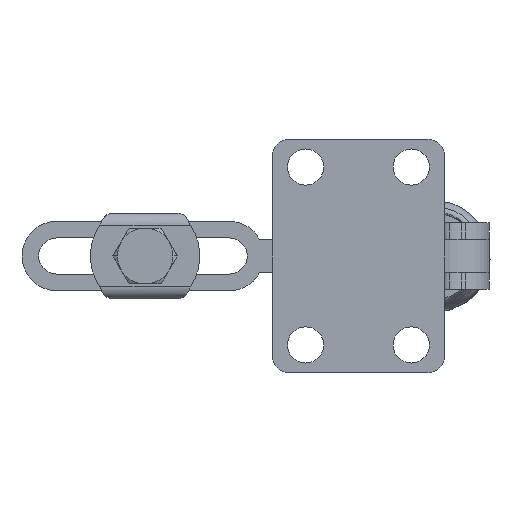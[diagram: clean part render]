
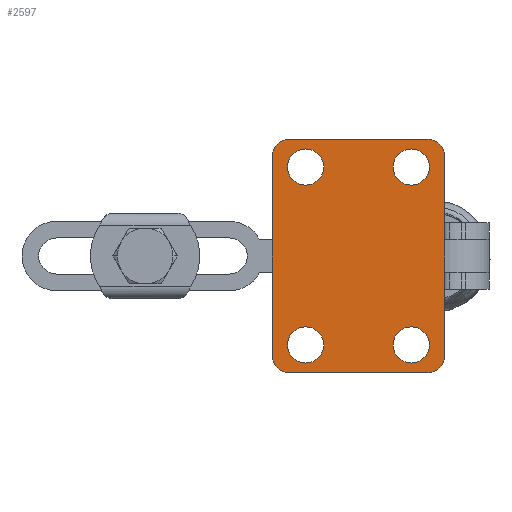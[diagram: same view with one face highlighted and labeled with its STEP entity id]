
A CAD part, front view. The second image highlights one B-rep face of the part: STEP entity #2597.
In plain terms, the highlighted planar face has unit normal (0, -1, 0).
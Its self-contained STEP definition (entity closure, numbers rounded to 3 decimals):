
#88=CARTESIAN_POINT('',(-14.621,0.0,-20.121));
#89=VERTEX_POINT('',#88);
#98=CARTESIAN_POINT('',(-15.5,0.0,-18.0));
#99=VERTEX_POINT('',#98);
#100=CARTESIAN_POINT('',(-12.5,0.0,-18.0));
#101=DIRECTION('',(0.0,1.0,0.0));
#102=DIRECTION('',(0.707,0.0,0.707));
#103=AXIS2_PLACEMENT_3D('',#100,#101,#102);
#104=CIRCLE('',#103,3.0);
#105=EDGE_CURVE('',#89,#99,#104,.T.);
#130=CARTESIAN_POINT('',(-12.75,0.0,-16.0));
#131=VERTEX_POINT('',#130);
#140=CARTESIAN_POINT('',(-9.5,0.0,-19.25));
#141=VERTEX_POINT('',#140);
#142=CARTESIAN_POINT('',(-9.5,0.0,-16.0));
#143=DIRECTION('',(0.0,-1.0,0.0));
#144=DIRECTION('',(1.0,0.0,0.0));
#145=AXIS2_PLACEMENT_3D('',#142,#143,#144);
#146=CIRCLE('',#145,3.25);
#147=EDGE_CURVE('',#141,#131,#146,.F.);
#172=CARTESIAN_POINT('',(14.621,0.0,-20.121));
#173=VERTEX_POINT('',#172);
#182=CARTESIAN_POINT('',(12.5,0.0,-21.0));
#183=VERTEX_POINT('',#182);
#184=CARTESIAN_POINT('',(12.5,0.0,-18.0));
#185=DIRECTION('',(0.0,-1.0,0.0));
#186=DIRECTION('',(-0.707,0.0,0.707));
#187=AXIS2_PLACEMENT_3D('',#184,#185,#186);
#188=CIRCLE('',#187,3.0);
#189=EDGE_CURVE('',#173,#183,#188,.F.);
#216=CARTESIAN_POINT('',(-14.621,0.0,20.121));
#217=VERTEX_POINT('',#216);
#233=CARTESIAN_POINT('',(-15.5,0.0,18.));
#234=VERTEX_POINT('',#233);
#241=CARTESIAN_POINT('',(-12.5,0.0,18.0));
#242=DIRECTION('',(0.0,-1.0,0.0));
#243=DIRECTION('',(0.707,0.0,-0.707));
#244=AXIS2_PLACEMENT_3D('',#241,#242,#243);
#245=CIRCLE('',#244,3.0);
#246=EDGE_CURVE('',#234,#217,#245,.F.);
#258=CARTESIAN_POINT('',(14.621,0.0,20.121));
#259=VERTEX_POINT('',#258);
#275=CARTESIAN_POINT('',(12.5,0.0,21.0));
#276=VERTEX_POINT('',#275);
#283=CARTESIAN_POINT('',(12.5,0.0,18.0));
#284=DIRECTION('',(0.0,-1.0,0.0));
#285=DIRECTION('',(-0.707,0.0,-0.707));
#286=AXIS2_PLACEMENT_3D('',#283,#284,#285);
#287=CIRCLE('',#286,3.0);
#288=EDGE_CURVE('',#276,#259,#287,.F.);
#592=CARTESIAN_POINT('',(12.75,0.0,16.));
#593=VERTEX_POINT('',#592);
#602=CARTESIAN_POINT('',(9.5,0.0,19.25));
#603=VERTEX_POINT('',#602);
#604=CARTESIAN_POINT('',(9.5,0.0,16.0));
#605=DIRECTION('',(0.0,-1.0,0.0));
#606=DIRECTION('',(-1.0,0.0,0.0));
#607=AXIS2_PLACEMENT_3D('',#604,#605,#606);
#608=CIRCLE('',#607,3.25);
#609=EDGE_CURVE('',#603,#593,#608,.F.);
#634=CARTESIAN_POINT('',(-6.25,0.0,16.));
#635=VERTEX_POINT('',#634);
#644=CARTESIAN_POINT('',(-9.5,0.0,19.25));
#645=VERTEX_POINT('',#644);
#646=CARTESIAN_POINT('',(-9.5,0.0,16.0));
#647=DIRECTION('',(0.0,-1.0,0.0));
#648=DIRECTION('',(-1.0,0.0,0.0));
#649=AXIS2_PLACEMENT_3D('',#646,#647,#648);
#650=CIRCLE('',#649,3.25);
#651=EDGE_CURVE('',#645,#635,#650,.F.);
#676=CARTESIAN_POINT('',(-6.25,0.0,-16.));
#677=VERTEX_POINT('',#676);
#686=CARTESIAN_POINT('',(-9.5,0.0,-12.75));
#687=VERTEX_POINT('',#686);
#688=CARTESIAN_POINT('',(-9.5,0.0,-16.0));
#689=DIRECTION('',(0.0,-1.0,0.0));
#690=DIRECTION('',(-1.0,0.0,0.0));
#691=AXIS2_PLACEMENT_3D('',#688,#689,#690);
#692=CIRCLE('',#691,3.25);
#693=EDGE_CURVE('',#687,#677,#692,.F.);
#718=CARTESIAN_POINT('',(12.75,0.0,-16.));
#719=VERTEX_POINT('',#718);
#728=CARTESIAN_POINT('',(9.5,0.0,-12.75));
#729=VERTEX_POINT('',#728);
#730=CARTESIAN_POINT('',(9.5,0.0,-16.));
#731=DIRECTION('',(0.0,-1.0,0.0));
#732=DIRECTION('',(-1.0,0.0,0.0));
#733=AXIS2_PLACEMENT_3D('',#730,#731,#732);
#734=CIRCLE('',#733,3.25);
#735=EDGE_CURVE('',#729,#719,#734,.F.);
#760=CARTESIAN_POINT('',(6.25,0.0,-16.0));
#761=VERTEX_POINT('',#760);
#770=CARTESIAN_POINT('',(9.5,0.0,-19.25));
#771=VERTEX_POINT('',#770);
#772=CARTESIAN_POINT('',(9.5,0.0,-16.0));
#773=DIRECTION('',(0.0,-1.0,0.0));
#774=DIRECTION('',(1.0,0.0,0.0));
#775=AXIS2_PLACEMENT_3D('',#772,#773,#774);
#776=CIRCLE('',#775,3.25);
#777=EDGE_CURVE('',#771,#761,#776,.F.);
#802=CARTESIAN_POINT('',(-12.75,0.0,16.0));
#803=VERTEX_POINT('',#802);
#812=CARTESIAN_POINT('',(-9.5,0.0,12.75));
#813=VERTEX_POINT('',#812);
#814=CARTESIAN_POINT('',(-9.5,0.0,16.0));
#815=DIRECTION('',(0.0,-1.0,0.0));
#816=DIRECTION('',(1.0,0.0,0.0));
#817=AXIS2_PLACEMENT_3D('',#814,#815,#816);
#818=CIRCLE('',#817,3.25);
#819=EDGE_CURVE('',#813,#803,#818,.F.);
#844=CARTESIAN_POINT('',(6.25,0.0,16.0));
#845=VERTEX_POINT('',#844);
#854=CARTESIAN_POINT('',(9.5,0.0,12.75));
#855=VERTEX_POINT('',#854);
#856=CARTESIAN_POINT('',(9.5,0.0,16.0));
#857=DIRECTION('',(0.0,-1.0,0.0));
#858=DIRECTION('',(1.0,0.0,0.0));
#859=AXIS2_PLACEMENT_3D('',#856,#857,#858);
#860=CIRCLE('',#859,3.25);
#861=EDGE_CURVE('',#855,#845,#860,.F.);
#1631=CARTESIAN_POINT('',(9.5,0.0,16.0));
#1632=DIRECTION('',(0.0,-1.0,0.0));
#1633=DIRECTION('',(1.0,0.0,0.0));
#1634=AXIS2_PLACEMENT_3D('',#1631,#1632,#1633);
#1635=CIRCLE('',#1634,3.25);
#1636=EDGE_CURVE('',#845,#603,#1635,.F.);
#1655=CARTESIAN_POINT('',(-9.5,0.0,16.0));
#1656=DIRECTION('',(0.0,-1.0,0.0));
#1657=DIRECTION('',(1.0,0.0,0.0));
#1658=AXIS2_PLACEMENT_3D('',#1655,#1656,#1657);
#1659=CIRCLE('',#1658,3.25);
#1660=EDGE_CURVE('',#803,#645,#1659,.F.);
#1679=CARTESIAN_POINT('',(9.5,0.0,-16.0));
#1680=DIRECTION('',(0.0,-1.0,0.0));
#1681=DIRECTION('',(1.0,0.0,0.0));
#1682=AXIS2_PLACEMENT_3D('',#1679,#1680,#1681);
#1683=CIRCLE('',#1682,3.25);
#1684=EDGE_CURVE('',#761,#729,#1683,.F.);
#1703=CARTESIAN_POINT('',(9.5,0.0,-16.));
#1704=DIRECTION('',(0.0,-1.0,0.0));
#1705=DIRECTION('',(-1.0,0.0,0.0));
#1706=AXIS2_PLACEMENT_3D('',#1703,#1704,#1705);
#1707=CIRCLE('',#1706,3.25);
#1708=EDGE_CURVE('',#719,#771,#1707,.F.);
#1727=CARTESIAN_POINT('',(-9.5,0.0,-16.0));
#1728=DIRECTION('',(0.0,-1.0,0.0));
#1729=DIRECTION('',(-1.0,0.0,0.0));
#1730=AXIS2_PLACEMENT_3D('',#1727,#1728,#1729);
#1731=CIRCLE('',#1730,3.25);
#1732=EDGE_CURVE('',#677,#141,#1731,.F.);
#1751=CARTESIAN_POINT('',(-9.5,0.0,16.0));
#1752=DIRECTION('',(0.0,-1.0,0.0));
#1753=DIRECTION('',(-1.0,0.0,0.0));
#1754=AXIS2_PLACEMENT_3D('',#1751,#1752,#1753);
#1755=CIRCLE('',#1754,3.25);
#1756=EDGE_CURVE('',#635,#813,#1755,.F.);
#1775=CARTESIAN_POINT('',(9.5,0.0,16.0));
#1776=DIRECTION('',(0.0,-1.0,0.0));
#1777=DIRECTION('',(-1.0,0.0,0.0));
#1778=AXIS2_PLACEMENT_3D('',#1775,#1776,#1777);
#1779=CIRCLE('',#1778,3.25);
#1780=EDGE_CURVE('',#593,#855,#1779,.F.);
#1902=CARTESIAN_POINT('',(-12.5,0.0,21.0));
#1903=VERTEX_POINT('',#1902);
#1904=CARTESIAN_POINT('',(-12.5,0.0,21.0));
#1905=DIRECTION('',(1.0,0.0,0.0));
#1906=VECTOR('',#1905,25.0);
#1907=LINE('',#1904,#1906);
#1908=EDGE_CURVE('',#1903,#276,#1907,.T.);
#2159=CARTESIAN_POINT('',(15.5,0.0,18.0));
#2160=VERTEX_POINT('',#2159);
#2167=CARTESIAN_POINT('',(15.5,0.0,-18.0));
#2168=VERTEX_POINT('',#2167);
#2169=CARTESIAN_POINT('',(15.5,0.0,-18.0));
#2170=DIRECTION('',(0.0,0.0,1.0));
#2171=VECTOR('',#2170,36.0);
#2172=LINE('',#2169,#2171);
#2173=EDGE_CURVE('',#2168,#2160,#2172,.T.);
#2458=CARTESIAN_POINT('',(12.5,0.0,18.0));
#2459=DIRECTION('',(0.0,-1.0,0.0));
#2460=DIRECTION('',(-0.707,0.0,-0.707));
#2461=AXIS2_PLACEMENT_3D('',#2458,#2459,#2460);
#2462=CIRCLE('',#2461,3.0);
#2463=EDGE_CURVE('',#259,#2160,#2462,.F.);
#2476=CARTESIAN_POINT('',(-12.5,0.0,18.0));
#2477=DIRECTION('',(0.0,-1.0,0.0));
#2478=DIRECTION('',(0.707,0.0,-0.707));
#2479=AXIS2_PLACEMENT_3D('',#2476,#2477,#2478);
#2480=CIRCLE('',#2479,3.0);
#2481=EDGE_CURVE('',#217,#1903,#2480,.F.);
#2502=CARTESIAN_POINT('',(12.5,0.0,-18.0));
#2503=DIRECTION('',(0.0,-1.0,0.0));
#2504=DIRECTION('',(-0.707,0.0,0.707));
#2505=AXIS2_PLACEMENT_3D('',#2502,#2503,#2504);
#2506=CIRCLE('',#2505,3.0);
#2507=EDGE_CURVE('',#2168,#173,#2506,.F.);
#2526=CARTESIAN_POINT('',(-9.5,0.0,-16.0));
#2527=DIRECTION('',(0.0,-1.0,0.0));
#2528=DIRECTION('',(1.0,0.0,0.0));
#2529=AXIS2_PLACEMENT_3D('',#2526,#2527,#2528);
#2530=CIRCLE('',#2529,3.25);
#2531=EDGE_CURVE('',#131,#687,#2530,.F.);
#2536=CARTESIAN_POINT('',(-17.05,0.0,-23.1));
#2537=DIRECTION('',(0.0,1.0,0.0));
#2538=DIRECTION('',(0.0,0.0,1.0));
#2539=AXIS2_PLACEMENT_3D('',#2536,#2537,#2538);
#2540=PLANE('',#2539);
#2541=ORIENTED_EDGE('',*,*,#2507,.F.);
#2542=ORIENTED_EDGE('',*,*,#2173,.T.);
#2543=ORIENTED_EDGE('',*,*,#2463,.F.);
#2544=ORIENTED_EDGE('',*,*,#288,.F.);
#2545=ORIENTED_EDGE('',*,*,#1908,.F.);
#2546=ORIENTED_EDGE('',*,*,#2481,.F.);
#2547=ORIENTED_EDGE('',*,*,#246,.F.);
#2548=CARTESIAN_POINT('',(-15.5,0.0,-18.0));
#2549=DIRECTION('',(0.0,0.0,1.0));
#2550=VECTOR('',#2549,36.);
#2551=LINE('',#2548,#2550);
#2552=EDGE_CURVE('',#99,#234,#2551,.T.);
#2553=ORIENTED_EDGE('',*,*,#2552,.F.);
#2554=ORIENTED_EDGE('',*,*,#105,.F.);
#2555=CARTESIAN_POINT('',(-12.5,0.0,-21.0));
#2556=VERTEX_POINT('',#2555);
#2557=CARTESIAN_POINT('',(-12.5,0.0,-18.0));
#2558=DIRECTION('',(0.0,1.0,0.0));
#2559=DIRECTION('',(0.707,0.0,0.707));
#2560=AXIS2_PLACEMENT_3D('',#2557,#2558,#2559);
#2561=CIRCLE('',#2560,3.0);
#2562=EDGE_CURVE('',#2556,#89,#2561,.T.);
#2563=ORIENTED_EDGE('',*,*,#2562,.F.);
#2564=CARTESIAN_POINT('',(12.5,0.0,-21.0));
#2565=DIRECTION('',(-1.0,0.0,0.0));
#2566=VECTOR('',#2565,25.0);
#2567=LINE('',#2564,#2566);
#2568=EDGE_CURVE('',#183,#2556,#2567,.T.);
#2569=ORIENTED_EDGE('',*,*,#2568,.F.);
#2570=ORIENTED_EDGE('',*,*,#189,.F.);
#2571=EDGE_LOOP('',(#2541,#2542,#2543,#2544,#2545,#2546,#2547,#2553,#2554,#2563,#2569,#2570));
#2572=FACE_OUTER_BOUND('',#2571,.T.);
#2573=ORIENTED_EDGE('',*,*,#819,.T.);
#2574=ORIENTED_EDGE('',*,*,#1660,.T.);
#2575=ORIENTED_EDGE('',*,*,#651,.T.);
#2576=ORIENTED_EDGE('',*,*,#1756,.T.);
#2577=EDGE_LOOP('',(#2573,#2574,#2575,#2576));
#2578=FACE_BOUND('',#2577,.T.);
#2579=ORIENTED_EDGE('',*,*,#861,.T.);
#2580=ORIENTED_EDGE('',*,*,#1636,.T.);
#2581=ORIENTED_EDGE('',*,*,#609,.T.);
#2582=ORIENTED_EDGE('',*,*,#1780,.T.);
#2583=EDGE_LOOP('',(#2579,#2580,#2581,#2582));
#2584=FACE_BOUND('',#2583,.T.);
#2585=ORIENTED_EDGE('',*,*,#777,.T.);
#2586=ORIENTED_EDGE('',*,*,#1684,.T.);
#2587=ORIENTED_EDGE('',*,*,#735,.T.);
#2588=ORIENTED_EDGE('',*,*,#1708,.T.);
#2589=EDGE_LOOP('',(#2585,#2586,#2587,#2588));
#2590=FACE_BOUND('',#2589,.T.);
#2591=ORIENTED_EDGE('',*,*,#147,.T.);
#2592=ORIENTED_EDGE('',*,*,#2531,.T.);
#2593=ORIENTED_EDGE('',*,*,#693,.T.);
#2594=ORIENTED_EDGE('',*,*,#1732,.T.);
#2595=EDGE_LOOP('',(#2591,#2592,#2593,#2594));
#2596=FACE_BOUND('',#2595,.T.);
#2597=ADVANCED_FACE('',(#2572,#2578,#2584,#2590,#2596),#2540,.F.);
